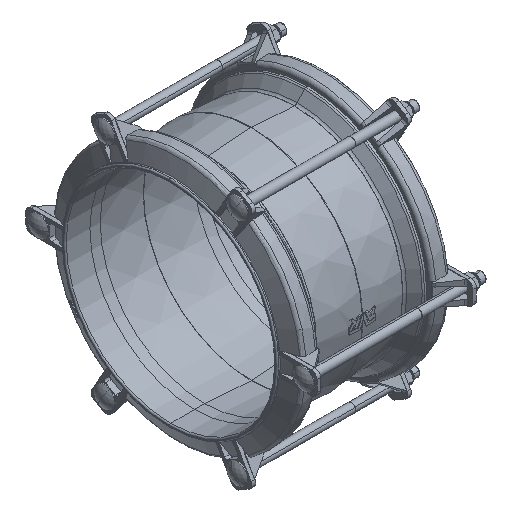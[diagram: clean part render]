
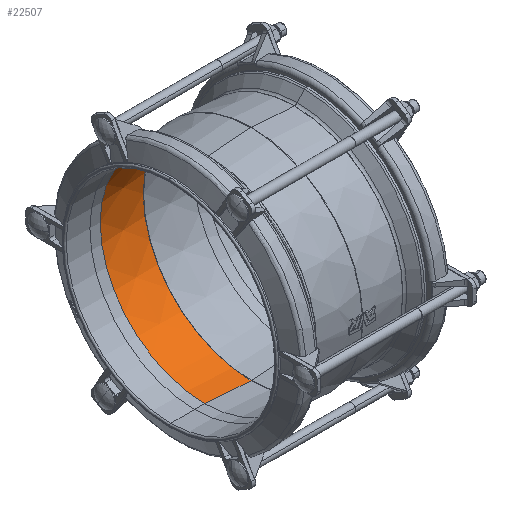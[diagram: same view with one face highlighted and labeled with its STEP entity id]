
A CAD part, isometric view. The second image highlights one B-rep face of the part: STEP entity #22507.
In plain terms, the highlighted conical face has half-angle 4 degrees and reference radius 152.066 mm.
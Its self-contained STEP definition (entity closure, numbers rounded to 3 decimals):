
#191 = VERTEX_POINT ( 'NONE', #8634 ) ;
#257 = VERTEX_POINT ( 'NONE', #8698 ) ;
#296 = VERTEX_POINT ( 'NONE', #8737 ) ;
#342 = VERTEX_POINT ( 'NONE', #8783 ) ;
#5465 = EDGE_CURVE ( 'NONE', #342, #296, #19894, .T. ) ;
#5513 = EDGE_CURVE ( 'NONE', #191, #257, #19951, .T. ) ;
#8634 = CARTESIAN_POINT ( 'NONE',  ( -65.507, 0., -147.5 ) ) ;
#8698 = CARTESIAN_POINT ( 'NONE',  ( -0.209, 0., -152.066 ) ) ;
#8737 = CARTESIAN_POINT ( 'NONE',  ( -0.209, 0., 152.066 ) ) ;
#8783 = CARTESIAN_POINT ( 'NONE',  ( -65.507, 0., 147.5 ) ) ;
#14288 = DIRECTION ( 'NONE',  ( 0.998, 0., 0.07 ) ) ;
#14292 = CARTESIAN_POINT ( 'NONE',  ( -0.209, 0., 152.066 ) ) ;
#14440 = CARTESIAN_POINT ( 'NONE',  ( -0.209, 0., -152.066 ) ) ;
#14442 = DIRECTION ( 'NONE',  ( 0.998, 0., -0.07 ) ) ;
#19894 = LINE ( 'NONE', #14292, #19896 ) ;
#19896 = VECTOR ( 'NONE', #14288, 1000. ) ;
#19951 = LINE ( 'NONE', #14440, #19952 ) ;
#19952 = VECTOR ( 'NONE', #14442, 1000. ) ;
#22507 = ADVANCED_FACE ( 'NONE', ( #34666 ), #34675, .F. ) ;
#25697 = CARTESIAN_POINT ( 'NONE',  ( -0.209, 0., 0. ) ) ;
#25699 = DIRECTION ( 'NONE',  ( 1., 0., 0. ) ) ;
#25700 = DIRECTION ( 'NONE',  ( 0., 0., -1. ) ) ;
#25704 = CARTESIAN_POINT ( 'NONE',  ( -65.507, 0., 0. ) ) ;
#25706 = DIRECTION ( 'NONE',  ( 1., 0., 0. ) ) ;
#25708 = DIRECTION ( 'NONE',  ( 0., 0., -1. ) ) ;
#31809 = EDGE_CURVE ( 'NONE', #257, #296, #35990, .T. ) ;
#31810 = EDGE_CURVE ( 'NONE', #191, #342, #35991, .T. ) ;
#32538 = ORIENTED_EDGE ( 'NONE', *, *, #5465, .F. ) ;
#32539 = ORIENTED_EDGE ( 'NONE', *, *, #31810, .F. ) ;
#32540 = ORIENTED_EDGE ( 'NONE', *, *, #5513, .T. ) ;
#32541 = ORIENTED_EDGE ( 'NONE', *, *, #31809, .T. ) ;
#33606 = DIRECTION ( 'NONE',  ( 0., 0., -1. ) ) ;
#33607 = DIRECTION ( 'NONE',  ( 1., 0., 0. ) ) ;
#33610 = CARTESIAN_POINT ( 'NONE',  ( -0.209, 0., 0. ) ) ;
#34666 = FACE_OUTER_BOUND ( 'NONE', #38119, .T. ) ;
#34675 = CONICAL_SURFACE ( 'NONE', #39997, 152.066, 0.07 ) ;
#35990 = CIRCLE ( 'NONE', #40514, 152.066 ) ;
#35991 = CIRCLE ( 'NONE', #40517, 147.5 ) ;
#38119 = EDGE_LOOP ( 'NONE', ( #32538, #32539, #32540, #32541 ) ) ;
#39997 = AXIS2_PLACEMENT_3D ( 'NONE', #33610, #33607, #33606 ) ;
#40514 = AXIS2_PLACEMENT_3D ( 'NONE', #25697, #25699, #25700 ) ;
#40517 = AXIS2_PLACEMENT_3D ( 'NONE', #25704, #25706, #25708 ) ;
